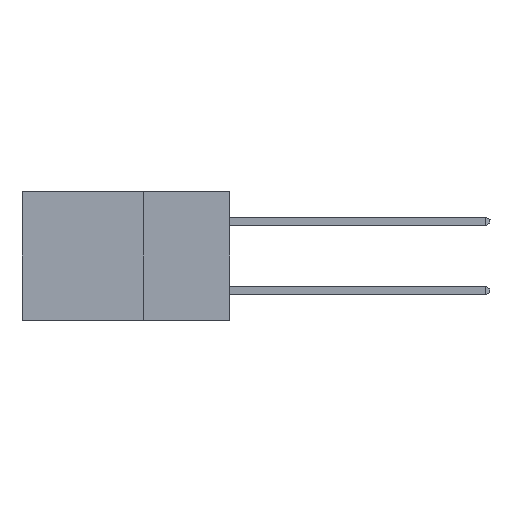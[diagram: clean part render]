
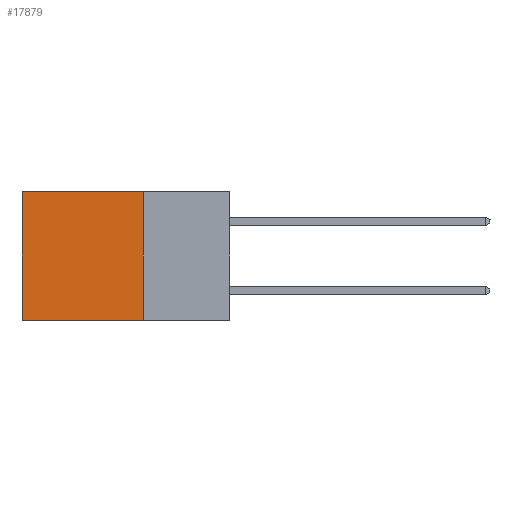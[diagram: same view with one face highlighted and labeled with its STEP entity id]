
A CAD part, left-side view. The second image highlights one B-rep face of the part: STEP entity #17879.
In plain terms, the highlighted planar face has unit normal (-1, 0, 0).
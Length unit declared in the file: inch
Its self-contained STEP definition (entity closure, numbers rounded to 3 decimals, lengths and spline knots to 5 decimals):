
#146 = VERTEX_POINT ( 'NONE', #639 ) ;
#259 = ORIENTED_EDGE ( 'NONE', *, *, #17562, .F. ) ;
#624 = EDGE_LOOP ( 'NONE', ( #13476, #18584, #259, #18056 ) ) ;
#639 = CARTESIAN_POINT ( 'NONE',  ( 0.298, 0.25, 0. ) ) ;
#1608 = DIRECTION ( 'NONE',  ( 0., 0., -1. ) ) ;
#1831 = LINE ( 'NONE', #16597, #9733 ) ;
#2451 = DIRECTION ( 'NONE',  ( 0., 0., -1. ) ) ;
#2511 = PLANE ( 'NONE',  #5951 ) ;
#3258 = CARTESIAN_POINT ( 'NONE',  ( 0.298, 0.25, 0. ) ) ;
#4498 = LINE ( 'NONE', #10876, #16570 ) ;
#4531 = CARTESIAN_POINT ( 'NONE',  ( 0.298, 0.25, -0.37 ) ) ;
#4837 = DIRECTION ( 'NONE',  ( 0., 1., 0. ) ) ;
#5096 = VECTOR ( 'NONE', #1608, 39.37008 ) ;
#5195 = CARTESIAN_POINT ( 'NONE',  ( 0.298, 0.6, -0.37 ) ) ;
#5568 = LINE ( 'NONE', #3258, #8308 ) ;
#5951 = AXIS2_PLACEMENT_3D ( 'NONE', #14990, #16766, #2451 ) ;
#6220 = CARTESIAN_POINT ( 'NONE',  ( 0.298, 0.6, 0. ) ) ;
#6413 = EDGE_CURVE ( 'NONE', #7986, #20080, #1831, .T. ) ;
#7986 = VERTEX_POINT ( 'NONE', #4531 ) ;
#8308 = VECTOR ( 'NONE', #4837, 39.37008 ) ;
#9056 = DIRECTION ( 'NONE',  ( 0., 1., 0. ) ) ;
#9733 = VECTOR ( 'NONE', #9056, 39.37008 ) ;
#10876 = CARTESIAN_POINT ( 'NONE',  ( 0.298, 0.25, 0. ) ) ;
#12641 = DIRECTION ( 'NONE',  ( 0., 0., -1. ) ) ;
#13476 = ORIENTED_EDGE ( 'NONE', *, *, #20118, .T. ) ;
#14255 = LINE ( 'NONE', #6220, #5096 ) ;
#14990 = CARTESIAN_POINT ( 'NONE',  ( 0.298, 0.25, 0. ) ) ;
#15650 = CARTESIAN_POINT ( 'NONE',  ( 0.298, 0.6, 0. ) ) ;
#16570 = VECTOR ( 'NONE', #12641, 39.37008 ) ;
#16597 = CARTESIAN_POINT ( 'NONE',  ( 0.298, 0.25, -0.37 ) ) ;
#16766 = DIRECTION ( 'NONE',  ( 1., 0., 0. ) ) ;
#17432 = VERTEX_POINT ( 'NONE', #15650 ) ;
#17562 = EDGE_CURVE ( 'NONE', #146, #7986, #4498, .T. ) ;
#17879 = ADVANCED_FACE ( 'NONE', ( #18259 ), #2511, .F. ) ;
#18056 = ORIENTED_EDGE ( 'NONE', *, *, #20298, .T. ) ;
#18259 = FACE_OUTER_BOUND ( 'NONE', #624, .T. ) ;
#18584 = ORIENTED_EDGE ( 'NONE', *, *, #6413, .F. ) ;
#20080 = VERTEX_POINT ( 'NONE', #5195 ) ;
#20118 = EDGE_CURVE ( 'NONE', #17432, #20080, #14255, .T. ) ;
#20298 = EDGE_CURVE ( 'NONE', #146, #17432, #5568, .T. ) ;
